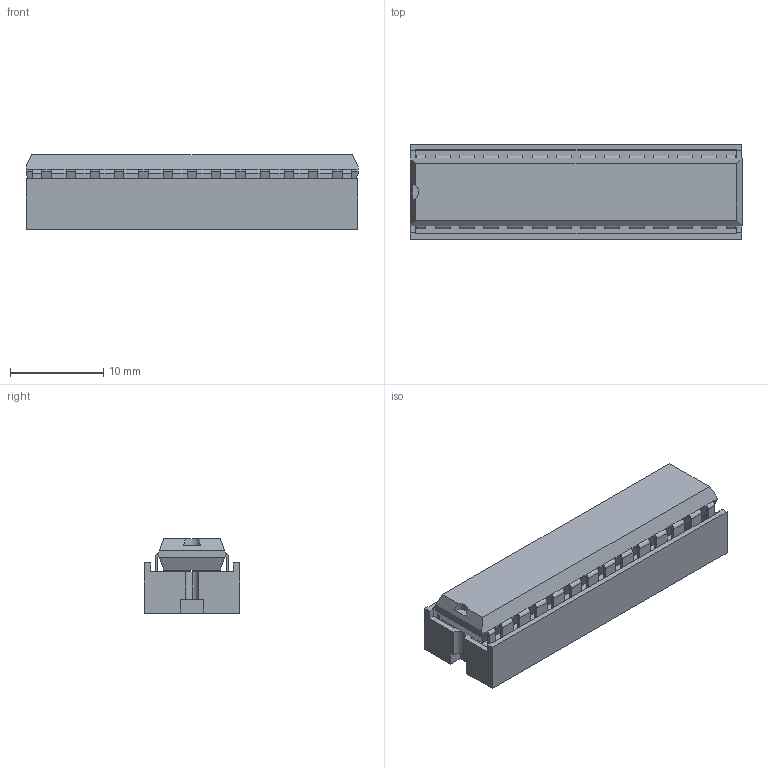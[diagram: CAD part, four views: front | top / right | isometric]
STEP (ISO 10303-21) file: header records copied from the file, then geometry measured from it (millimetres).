
FILE_DESCRIPTION (( 'STEP AP203' ), '1' );
FILE_NAME ('Atmega328.STEP', '2015-01-22T19:08:12', ( '' ), ( '' ), 'SwSTEP 2.0', 'SolidWorks 2014', '' );
FILE_SCHEMA (( 'CONFIG_CONTROL_DESIGN' ));
Length unit declared in the file: millimetre
Products named in the file (3): Microcontroller Hub1; Microcontroller1; Atmega328
Assembly tree (2 placements, depth 2):
  Atmega328
    Microcontroller Hub1
    Microcontroller1
Bounding box: 35.6 x 10.2 x 7.98 mm (x, y, z)
Volume: 1283.3 mm3; surface area: 2570 mm2
Topology: 2 solids, 2 shells, 272 faces, 748 edges, 480 vertices
Faces by surface type: plane 211, cylinder 61
Entity records: 8811 total; most frequent: CARTESIAN_POINT 1511, ORIENTED_EDGE 1496, DIRECTION 1422, EDGE_CURVE 748, LINE 624, VECTOR 624, VERTEX_POINT 480, AXIS2_PLACEMENT_3D 399
